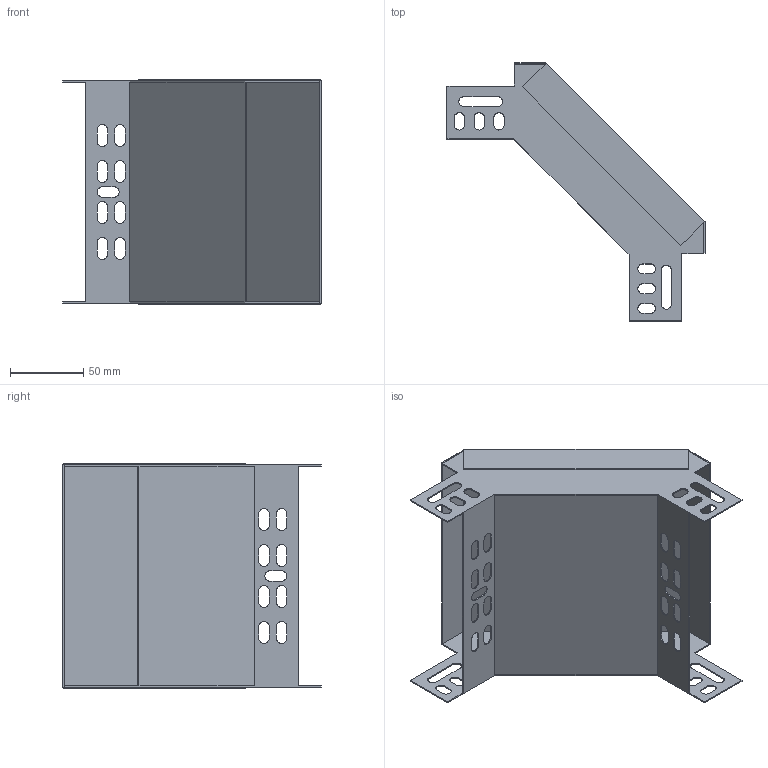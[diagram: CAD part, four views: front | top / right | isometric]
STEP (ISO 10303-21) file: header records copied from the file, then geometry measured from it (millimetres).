
FILE_DESCRIPTION (( 'STEP AP203' ), '1' );
FILE_NAME ('CLP1N-050-150-M-HDZ Ïîâîðîò íà 90 ãð. âåðòèêàëüíûé âíåøíèé 50õ150 IEK HDZ.STEP', '2016-02-19T11:49:44', ( '' ), ( '' ), 'SwSTEP 2.0', 'SolidWorks 2014', '' );
FILE_SCHEMA (( 'CONFIG_CONTROL_DESIGN' ));
Length unit declared in the file: millimetre
Products named in the file (1): CLP1N-050-150-M-HDZ Ïîâîðîò íà 90 ãð. âåðòèêàëüíûé âíåøíèé 50õ150 IEK HDZ
Bounding box: 176.16 x 176.16 x 153.2 mm (x, y, z)
Volume: 65019.7 mm3; surface area: 165159.9 mm2
Topology: 2 solids, 2 shells, 202 faces, 574 edges, 376 vertices
Faces by surface type: plane 132, cylinder 70
Entity records: 6749 total; most frequent: CARTESIAN_POINT 1153, ORIENTED_EDGE 1148, DIRECTION 1120, EDGE_CURVE 574, VECTOR 434, LINE 434, VERTEX_POINT 376, AXIS2_PLACEMENT_3D 343
